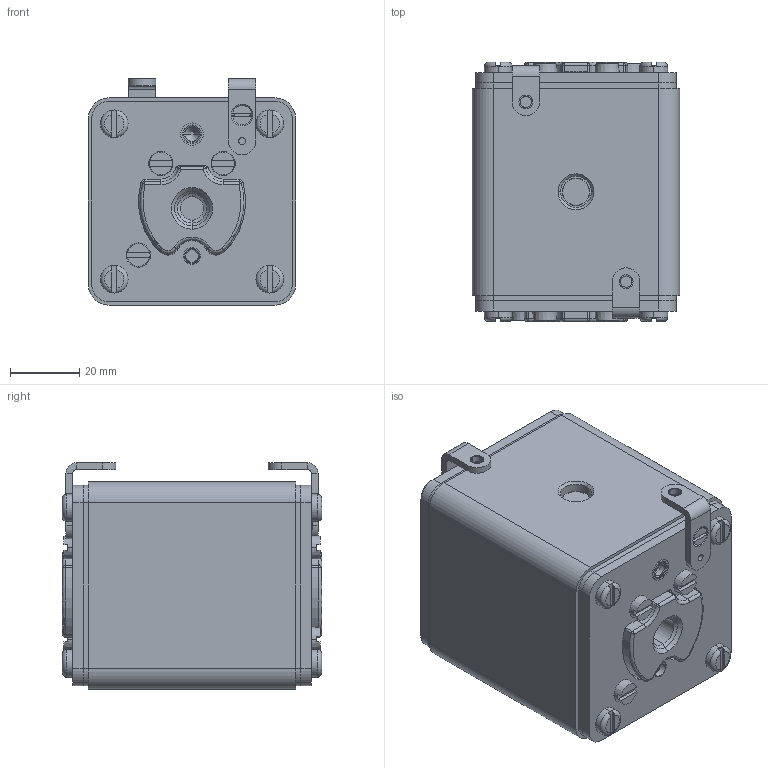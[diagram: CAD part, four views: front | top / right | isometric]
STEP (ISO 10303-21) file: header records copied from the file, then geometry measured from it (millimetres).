
FILE_DESCRIPTION((''),'2;1');
FILE_NAME('004304621_ASM','2021-11-10T',('said.beganovic'),('Audax d.o.o.'),'CREO PARAMETRIC BY PTC INC, 2017020','CREO PARAMETRIC BY PTC INC, 2017020','');
FILE_SCHEMA(('AUTOMOTIVE_DESIGN { 1 0 10303 214 1 1 1 1 }'));
Length unit declared in the file: millimetre
Products named in the file (12): 0000031924; 0000029905; 0000030695; 0000048483; 0000037877; 0000011580; 0000011599; 0000015360; 0000037876; 0000037871; 0000037881; 004304621_ASM
Assembly tree (30 placements, depth 2):
  004304621_ASM
    0000031924
    0000029905  x2
    0000030695  x2
    0000048483  x2
    0000037877
    0000011580  x2
    0000011599  x2
    0000015360  x8
    0000037876  x6
    0000037871  x2
    0000037881  x2
Bounding box: 60 x 75 x 65.5 mm (x, y, z)
Volume: 256249 mm3; surface area: 64970 mm2
Topology: 30 solids, 58 shells, 1071 faces, 2536 edges, 1572 vertices
Faces by surface type: cylinder 467, plane 272, torus 164, cone 112, bspline 56
Entity records: 27824 total; most frequent: CARTESIAN_POINT 4933, DIRECTION 2877, ORIENTED_EDGE 2372, PRESENTATION_STYLE_ASSIGNMENT 1746, STYLED_ITEM 1695, CURVE_STYLE 1218, EDGE_CURVE 1218, AXIS2_PLACEMENT_3D 1210
